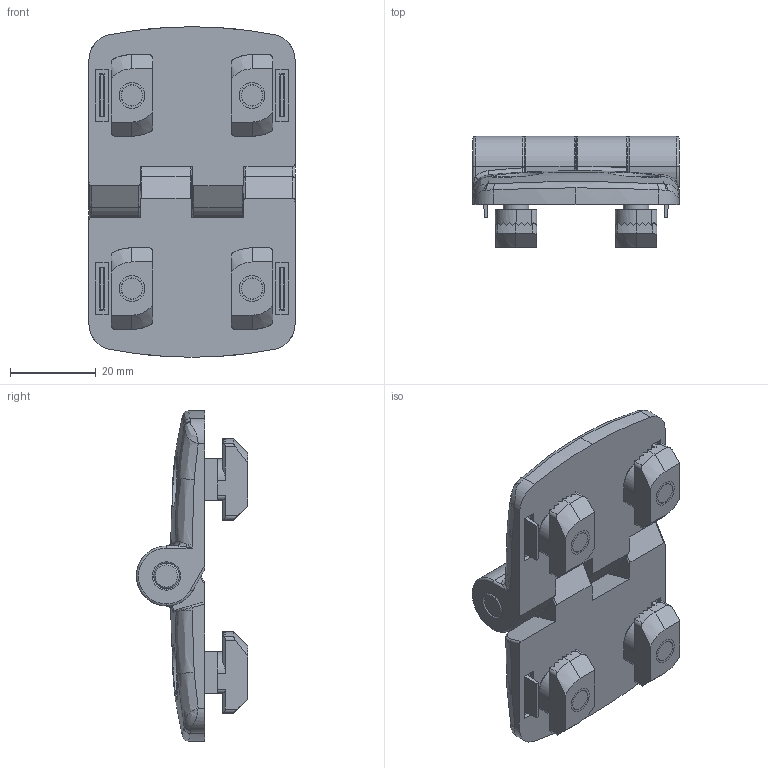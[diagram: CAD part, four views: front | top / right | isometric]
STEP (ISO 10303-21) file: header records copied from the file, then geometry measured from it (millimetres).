
FILE_DESCRIPTION((''),'2;1');
FILE_NAME('12119_TECAJ_PA_40X40_KPL_ASM','2022-09-19T08:09:47',('PredragRovcanin'),('Audax d.o.o.'),'CREO PARAMETRIC BY PTC INC, 2020281','CREO PARAMETRIC BY PTC INC, 2020281','');
FILE_SCHEMA(('AP242_MANAGED_MODEL_BASED_3D_ENGINEERING_MIM_LF { 1 0 10303 442 1 1 4 }'));
Length unit declared in the file: millimetre
Products named in the file (5): 12119_TECAJ_PA_40X40_A; 12119_TECAJ_PA_40X40_B; L-DIN7991-M6X16; MATICA_KLADIVASTA_M6_U10; 12119_TECAJ_PA_40X40_KPL_ASM
Assembly tree (11 placements, depth 2):
  12119_TECAJ_PA_40X40_KPL_ASM
    12119_TECAJ_PA_40X40_A
    12119_TECAJ_PA_40X40_B  x2
    L-DIN7991-M6X16  x4
    MATICA_KLADIVASTA_M6_U10  x4
Bounding box: 48 x 25.9 x 77 mm (x, y, z)
Volume: 32405.9 mm3; surface area: 20020.2 mm2
Topology: 11 solids, 19 shells, 497 faces, 1331 edges, 888 vertices
Faces by surface type: plane 259, cylinder 132, bspline 44, cone 36, torus 26
Entity records: 10401 total; most frequent: CARTESIAN_POINT 2778, ORIENTED_EDGE 928, DIRECTION 847, PRESENTATION_STYLE_ASSIGNMENT 593, STYLED_ITEM 593, CURVE_STYLE 488, EDGE_CURVE 468, COLOUR_RGB 325
